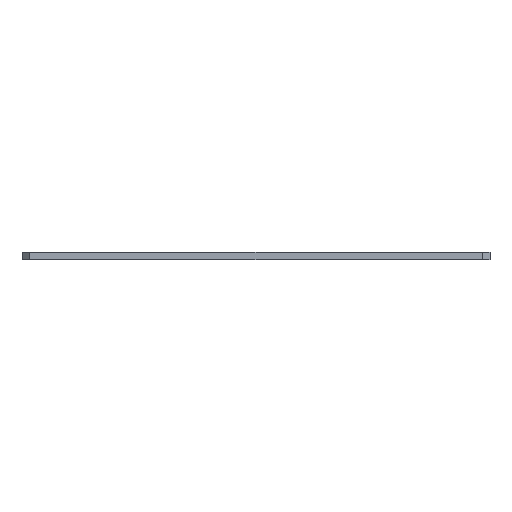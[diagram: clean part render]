
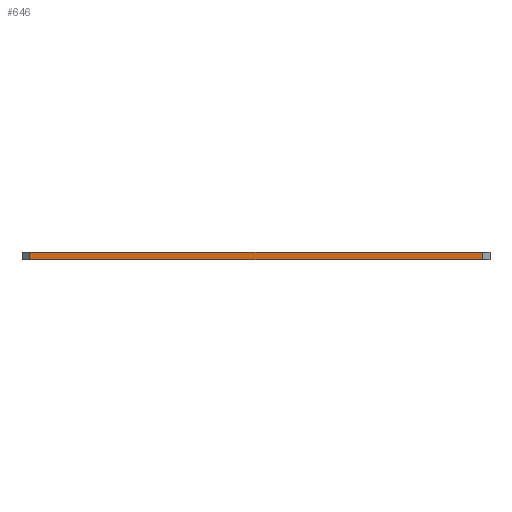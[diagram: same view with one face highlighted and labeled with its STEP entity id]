
A CAD part, front view. The second image highlights one B-rep face of the part: STEP entity #646.
In plain terms, the highlighted planar face has unit normal (0, -1, 0).
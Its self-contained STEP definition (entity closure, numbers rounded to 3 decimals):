
#9 = ORIENTED_EDGE ( 'NONE', *, *, #616, .T. ) ;
#17 = VECTOR ( 'NONE', #183, 1000. ) ;
#26 = LINE ( 'NONE', #475, #17 ) ;
#56 = CARTESIAN_POINT ( 'NONE',  ( 58., -120., 0. ) ) ;
#80 = EDGE_CURVE ( 'NONE', #105, #125, #190, .T. ) ;
#98 = EDGE_CURVE ( 'NONE', #223, #125, #26, .T. ) ;
#105 = VERTEX_POINT ( 'NONE', #136 ) ;
#110 = ORIENTED_EDGE ( 'NONE', *, *, #98, .F. ) ;
#124 = LINE ( 'NONE', #527, #496 ) ;
#125 = VERTEX_POINT ( 'NONE', #408 ) ;
#136 = CARTESIAN_POINT ( 'NONE',  ( -58., -120., 0. ) ) ;
#140 = CARTESIAN_POINT ( 'NONE',  ( -60., -120., -2. ) ) ;
#146 = AXIS2_PLACEMENT_3D ( 'NONE', #140, #618, #418 ) ;
#183 = DIRECTION ( 'NONE',  ( -1., 0., 0. ) ) ;
#190 = LINE ( 'NONE', #533, #622 ) ;
#223 = VERTEX_POINT ( 'NONE', #572 ) ;
#313 = LINE ( 'NONE', #371, #458 ) ;
#358 = EDGE_CURVE ( 'NONE', #223, #485, #313, .T. ) ;
#371 = CARTESIAN_POINT ( 'NONE',  ( 58., -120., -2. ) ) ;
#379 = DIRECTION ( 'NONE',  ( 0., 0., 1. ) ) ;
#408 = CARTESIAN_POINT ( 'NONE',  ( -58., -120., -2. ) ) ;
#415 = DIRECTION ( 'NONE',  ( 0., 0., -1. ) ) ;
#416 = PLANE ( 'NONE',  #146 ) ;
#418 = DIRECTION ( 'NONE',  ( 0., 0., 1. ) ) ;
#433 = ORIENTED_EDGE ( 'NONE', *, *, #358, .T. ) ;
#458 = VECTOR ( 'NONE', #379, 1000. ) ;
#474 = EDGE_LOOP ( 'NONE', ( #9, #493, #110, #433 ) ) ;
#475 = CARTESIAN_POINT ( 'NONE',  ( -60., -120., -2. ) ) ;
#485 = VERTEX_POINT ( 'NONE', #56 ) ;
#493 = ORIENTED_EDGE ( 'NONE', *, *, #80, .T. ) ;
#496 = VECTOR ( 'NONE', #509, 1000. ) ;
#509 = DIRECTION ( 'NONE',  ( -1., 0., 0. ) ) ;
#527 = CARTESIAN_POINT ( 'NONE',  ( -60., -120., 0. ) ) ;
#533 = CARTESIAN_POINT ( 'NONE',  ( -58., -120., -2. ) ) ;
#572 = CARTESIAN_POINT ( 'NONE',  ( 58., -120., -2. ) ) ;
#616 = EDGE_CURVE ( 'NONE', #485, #105, #124, .T. ) ;
#618 = DIRECTION ( 'NONE',  ( 0., 1., 0. ) ) ;
#622 = VECTOR ( 'NONE', #415, 1000. ) ;
#636 = FACE_OUTER_BOUND ( 'NONE', #474, .T. ) ;
#646 = ADVANCED_FACE ( 'NONE', ( #636 ), #416, .F. ) ;
